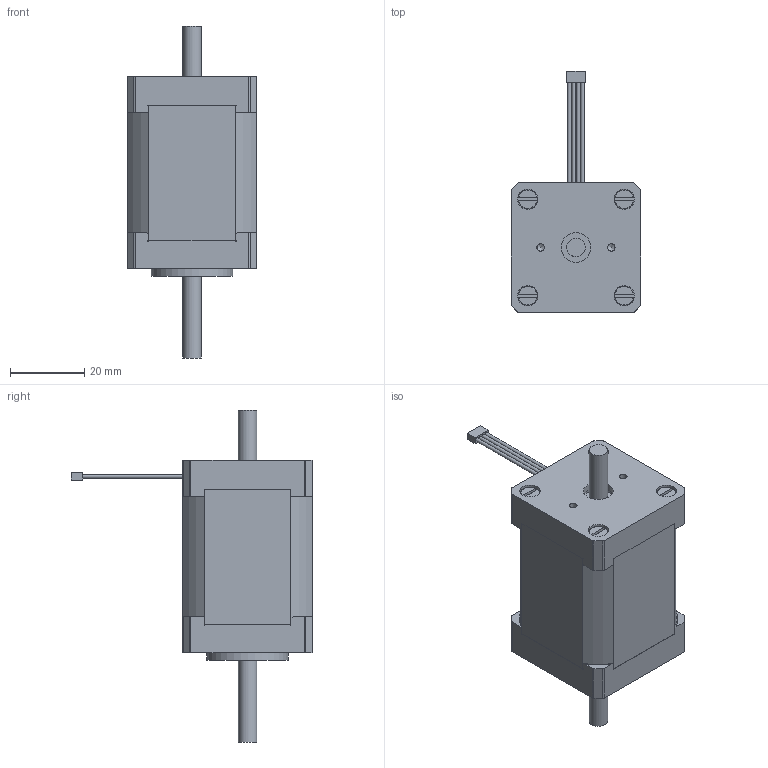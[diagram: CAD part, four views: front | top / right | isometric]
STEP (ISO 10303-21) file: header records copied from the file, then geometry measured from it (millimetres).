
FILE_DESCRIPTION((''),'2;1');
FILE_NAME('ST3518L1204_B.stp','2014-03-05T13:21:44',('schneid_a'),(''),'Autodesk Inventor 2010','Autodesk Inventor 2010','');
FILE_SCHEMA(('AUTOMOTIVE_DESIGN { 1 0 10303 214 1 1 1 1 }'));
Length unit declared in the file: millimetre
Products named in the file (8): ST3518L1204_B; Front_Cap_ST35; stator_ST35_L; Front_shaft_ST35; Rear_Cap_ST35_B; Litzen_4_ST35; Rear_shaft_ST35; DIN 84 - ersetzt durch DIN EN ISO 1207 M3 x 5
Assembly tree (10 placements, depth 2):
  ST3518L1204_B
    Front_Cap_ST35
    stator_ST35_L
    Front_shaft_ST35
    Rear_Cap_ST35_B
    Litzen_4_ST35
    Rear_shaft_ST35
    DIN 84 - ersetzt durch DIN EN ISO 1207 M3 x 5  x4
Bounding box: 35 x 65 x 89.5 mm (x, y, z)
Volume: 53445 mm3; surface area: 18754.6 mm2
Topology: 10 solids, 10 shells, 223 faces, 553 edges, 366 vertices
Faces by surface type: plane 126, cylinder 59, cone 21, torus 9, bspline 8
Full cylindrical faces by diameter (mm): 1 x4, 2.729 x4, 3 x4, 3.2 x4, 5 x2, 5.5 x4, 8 x2, 15 x1, 17 x2, 21 x2, 22 x1, 24 x1
Entity records: 5663 total; most frequent: CARTESIAN_POINT 1135, DIRECTION 906, ORIENTED_EDGE 822, EDGE_CURVE 411, AXIS2_PLACEMENT_3D 330, VERTEX_POINT 295, EDGE_LOOP 256, VECTOR 246
